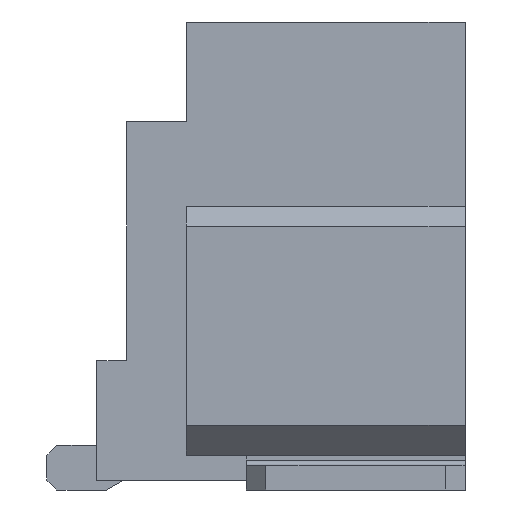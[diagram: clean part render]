
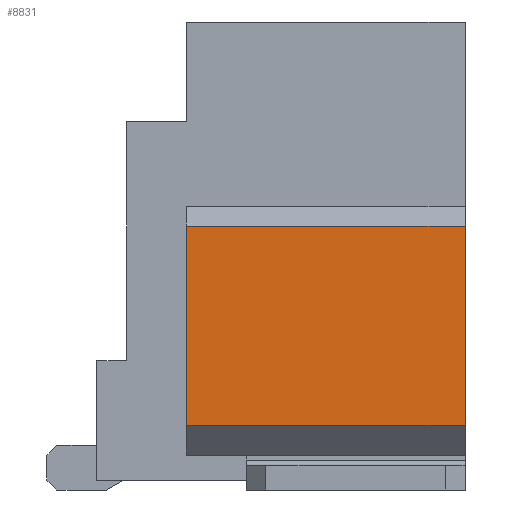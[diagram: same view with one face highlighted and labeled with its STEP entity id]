
A CAD part, left-side view. The second image highlights one B-rep face of the part: STEP entity #8831.
In plain terms, the highlighted face is planar.
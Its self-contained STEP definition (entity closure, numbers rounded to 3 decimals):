
#1660 = PLANE('',#1661);
#1661 = AXIS2_PLACEMENT_3D('',#1662,#1663,#1664);
#1662 = CARTESIAN_POINT('',(8.375,1.85,-2.3));
#1663 = DIRECTION('',(0.,1.,0.));
#1664 = DIRECTION('',(-1.,0.,0.));
#3467 = VERTEX_POINT('',#3468);
#3468 = CARTESIAN_POINT('',(9.875,1.85,-1.75));
#3482 = PLANE('',#3483);
#3483 = AXIS2_PLACEMENT_3D('',#3484,#3485,#3486);
#3484 = CARTESIAN_POINT('',(9.875,1.85,-1.75));
#3485 = DIRECTION('',(0.707,0.,-0.707));
#3486 = DIRECTION('',(-0.707,0.,-0.707));
#3494 = EDGE_CURVE('',#3495,#3467,#3497,.T.);
#3495 = VERTEX_POINT('',#3496);
#3496 = CARTESIAN_POINT('',(9.875,1.85,0.25));
#3497 = SURFACE_CURVE('',#3498,(#3502,#3509),.PCURVE_S1.);
#3498 = LINE('',#3499,#3500);
#3499 = CARTESIAN_POINT('',(9.875,1.85,0.25));
#3500 = VECTOR('',#3501,1.);
#3501 = DIRECTION('',(0.,0.,-1.));
#3502 = PCURVE('',#1660,#3503);
#3503 = DEFINITIONAL_REPRESENTATION('',(#3504),#3508);
#3504 = LINE('',#3505,#3506);
#3505 = CARTESIAN_POINT('',(-1.5,2.55));
#3506 = VECTOR('',#3507,1.);
#3507 = DIRECTION('',(0.,-1.));
#3508 = ( GEOMETRIC_REPRESENTATION_CONTEXT(2) 
PARAMETRIC_REPRESENTATION_CONTEXT() REPRESENTATION_CONTEXT('2D SPACE',''
  ) );
#3509 = PCURVE('',#3510,#3515);
#3510 = PLANE('',#3511);
#3511 = AXIS2_PLACEMENT_3D('',#3512,#3513,#3514);
#3512 = CARTESIAN_POINT('',(9.875,1.85,0.25));
#3513 = DIRECTION('',(1.,0.,0.));
#3514 = DIRECTION('',(0.,0.,-1.));
#3515 = DEFINITIONAL_REPRESENTATION('',(#3516),#3520);
#3516 = LINE('',#3517,#3518);
#3517 = CARTESIAN_POINT('',(0.,0.));
#3518 = VECTOR('',#3519,1.);
#3519 = DIRECTION('',(1.,0.));
#3520 = ( GEOMETRIC_REPRESENTATION_CONTEXT(2) 
PARAMETRIC_REPRESENTATION_CONTEXT() REPRESENTATION_CONTEXT('2D SPACE',''
  ) );
#3538 = PLANE('',#3539);
#3539 = AXIS2_PLACEMENT_3D('',#3540,#3541,#3542);
#3540 = CARTESIAN_POINT('',(8.575,1.85,0.25));
#3541 = DIRECTION('',(0.,0.,1.));
#3542 = DIRECTION('',(1.,0.,0.));
#6051 = PLANE('',#6052);
#6052 = AXIS2_PLACEMENT_3D('',#6053,#6054,#6055);
#6053 = CARTESIAN_POINT('',(8.375,-0.95,-2.3));
#6054 = DIRECTION('',(0.,1.,0.));
#6055 = DIRECTION('',(1.,0.,0.));
#8789 = VERTEX_POINT('',#8790);
#8790 = CARTESIAN_POINT('',(9.875,-0.95,-1.75));
#8811 = EDGE_CURVE('',#3467,#8789,#8812,.T.);
#8812 = SURFACE_CURVE('',#8813,(#8817,#8824),.PCURVE_S1.);
#8813 = LINE('',#8814,#8815);
#8814 = CARTESIAN_POINT('',(9.875,1.85,-1.75));
#8815 = VECTOR('',#8816,1.);
#8816 = DIRECTION('',(0.,-1.,0.));
#8817 = PCURVE('',#3482,#8818);
#8818 = DEFINITIONAL_REPRESENTATION('',(#8819),#8823);
#8819 = LINE('',#8820,#8821);
#8820 = CARTESIAN_POINT('',(0.,0.));
#8821 = VECTOR('',#8822,1.);
#8822 = DIRECTION('',(0.,-1.));
#8823 = ( GEOMETRIC_REPRESENTATION_CONTEXT(2) 
PARAMETRIC_REPRESENTATION_CONTEXT() REPRESENTATION_CONTEXT('2D SPACE',''
  ) );
#8824 = PCURVE('',#3510,#8825);
#8825 = DEFINITIONAL_REPRESENTATION('',(#8826),#8830);
#8826 = LINE('',#8827,#8828);
#8827 = CARTESIAN_POINT('',(2.,0.));
#8828 = VECTOR('',#8829,1.);
#8829 = DIRECTION('',(0.,-1.));
#8830 = ( GEOMETRIC_REPRESENTATION_CONTEXT(2) 
PARAMETRIC_REPRESENTATION_CONTEXT() REPRESENTATION_CONTEXT('2D SPACE',''
  ) );
#8831 = ADVANCED_FACE('',(#8832),#3510,.T.);
#8832 = FACE_BOUND('',#8833,.F.);
#8833 = EDGE_LOOP('',(#8834,#8835,#8836,#8859));
#8834 = ORIENTED_EDGE('',*,*,#3494,.T.);
#8835 = ORIENTED_EDGE('',*,*,#8811,.T.);
#8836 = ORIENTED_EDGE('',*,*,#8837,.F.);
#8837 = EDGE_CURVE('',#8838,#8789,#8840,.T.);
#8838 = VERTEX_POINT('',#8839);
#8839 = CARTESIAN_POINT('',(9.875,-0.95,0.25));
#8840 = SURFACE_CURVE('',#8841,(#8845,#8852),.PCURVE_S1.);
#8841 = LINE('',#8842,#8843);
#8842 = CARTESIAN_POINT('',(9.875,-0.95,0.25));
#8843 = VECTOR('',#8844,1.);
#8844 = DIRECTION('',(0.,0.,-1.));
#8845 = PCURVE('',#3510,#8846);
#8846 = DEFINITIONAL_REPRESENTATION('',(#8847),#8851);
#8847 = LINE('',#8848,#8849);
#8848 = CARTESIAN_POINT('',(0.,-2.8));
#8849 = VECTOR('',#8850,1.);
#8850 = DIRECTION('',(1.,0.));
#8851 = ( GEOMETRIC_REPRESENTATION_CONTEXT(2) 
PARAMETRIC_REPRESENTATION_CONTEXT() REPRESENTATION_CONTEXT('2D SPACE',''
  ) );
#8852 = PCURVE('',#6051,#8853);
#8853 = DEFINITIONAL_REPRESENTATION('',(#8854),#8858);
#8854 = LINE('',#8855,#8856);
#8855 = CARTESIAN_POINT('',(1.5,-2.55));
#8856 = VECTOR('',#8857,1.);
#8857 = DIRECTION('',(0.,1.));
#8858 = ( GEOMETRIC_REPRESENTATION_CONTEXT(2) 
PARAMETRIC_REPRESENTATION_CONTEXT() REPRESENTATION_CONTEXT('2D SPACE',''
  ) );
#8859 = ORIENTED_EDGE('',*,*,#8860,.F.);
#8860 = EDGE_CURVE('',#3495,#8838,#8861,.T.);
#8861 = SURFACE_CURVE('',#8862,(#8866,#8873),.PCURVE_S1.);
#8862 = LINE('',#8863,#8864);
#8863 = CARTESIAN_POINT('',(9.875,1.85,0.25));
#8864 = VECTOR('',#8865,1.);
#8865 = DIRECTION('',(0.,-1.,0.));
#8866 = PCURVE('',#3510,#8867);
#8867 = DEFINITIONAL_REPRESENTATION('',(#8868),#8872);
#8868 = LINE('',#8869,#8870);
#8869 = CARTESIAN_POINT('',(0.,0.));
#8870 = VECTOR('',#8871,1.);
#8871 = DIRECTION('',(0.,-1.));
#8872 = ( GEOMETRIC_REPRESENTATION_CONTEXT(2) 
PARAMETRIC_REPRESENTATION_CONTEXT() REPRESENTATION_CONTEXT('2D SPACE',''
  ) );
#8873 = PCURVE('',#3538,#8874);
#8874 = DEFINITIONAL_REPRESENTATION('',(#8875),#8879);
#8875 = LINE('',#8876,#8877);
#8876 = CARTESIAN_POINT('',(1.3,0.));
#8877 = VECTOR('',#8878,1.);
#8878 = DIRECTION('',(0.,-1.));
#8879 = ( GEOMETRIC_REPRESENTATION_CONTEXT(2) 
PARAMETRIC_REPRESENTATION_CONTEXT() REPRESENTATION_CONTEXT('2D SPACE',''
  ) );
